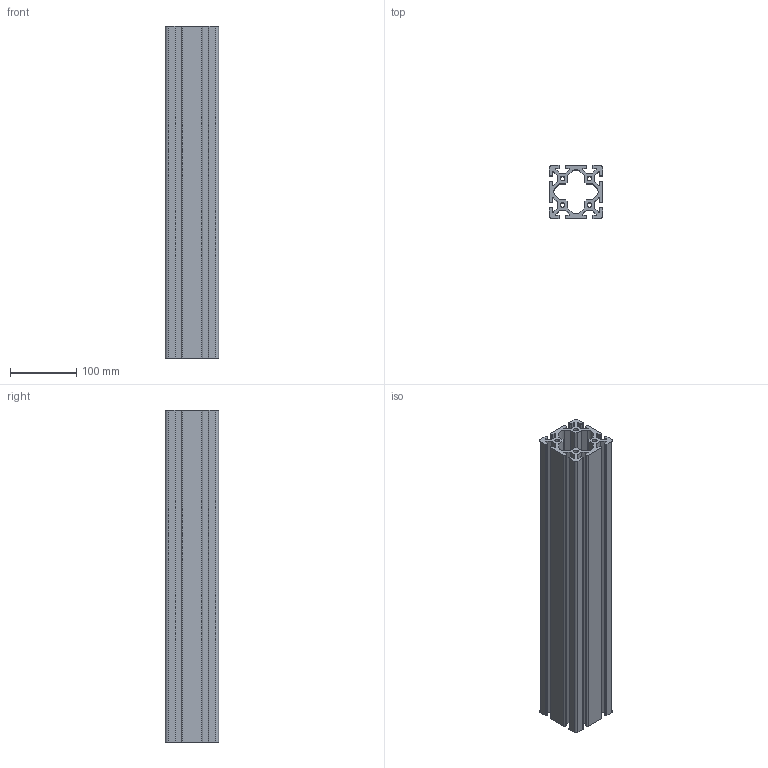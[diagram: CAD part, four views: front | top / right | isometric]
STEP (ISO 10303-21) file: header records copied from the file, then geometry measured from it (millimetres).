
FILE_DESCRIPTION (( 'STEP AP203' ), '1' );
FILE_NAME ('JL-8-8080EW.STEP', '2021-10-26T10:07:17', ( '微软用户' ), ( '微软中国' ), 'SwSTEP 2.0', 'SolidWorks 2015', '' );
FILE_SCHEMA (( 'CONFIG_CONTROL_DESIGN' ));
Length unit declared in the file: millimetre
Products named in the file (1): JL-8-8080EW
Bounding box: 80 x 80 x 500 mm (x, y, z)
Volume: 1274840.6 mm3; surface area: 473817.5 mm2
Topology: 1 solids, 1 shells, 393 faces, 1149 edges, 766 vertices
Faces by surface type: plane 252, bspline 72, cylinder 69
Entity records: 15498 total; most frequent: CARTESIAN_POINT 5333, ORIENTED_EDGE 2298, DIRECTION 1787, EDGE_CURVE 1149, LINE 867, VECTOR 867, VERTEX_POINT 766, AXIS2_PLACEMENT_3D 460
